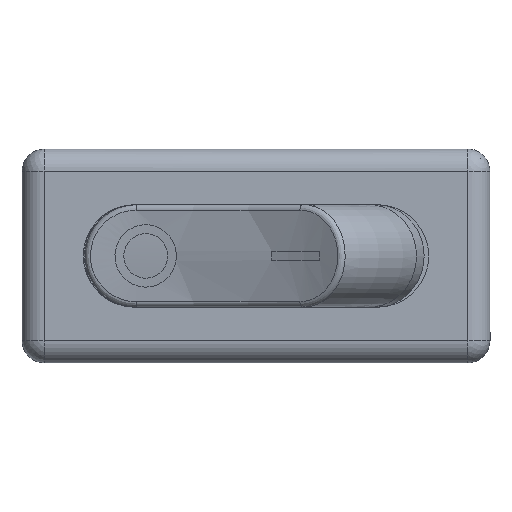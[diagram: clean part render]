
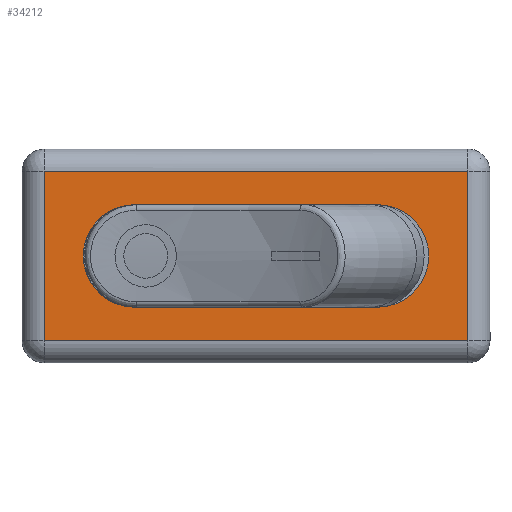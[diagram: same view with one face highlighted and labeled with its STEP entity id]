
A CAD part, top view. The second image highlights one B-rep face of the part: STEP entity #34212.
In plain terms, the highlighted planar face has unit normal (0, 0, 1).
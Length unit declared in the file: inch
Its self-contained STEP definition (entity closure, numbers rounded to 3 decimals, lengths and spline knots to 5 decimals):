
#1920=CARTESIAN_POINT('',(0.16986,-0.09055,0.63189));
#1921=VERTEX_POINT('',#1920);
#1922=CARTESIAN_POINT('',(-0.21041,-0.09055,0.63189));
#1923=VERTEX_POINT('',#1922);
#2187=CARTESIAN_POINT('',(-0.21041,0.09055,0.63189));
#2188=VERTEX_POINT('',#2187);
#2189=CARTESIAN_POINT('',(0.16986,0.09055,0.63189));
#2190=VERTEX_POINT('',#2189);
#3192=CARTESIAN_POINT('',(0.16986,-0.09055,0.63189));
#3193=DIRECTION('',(-1.0,0.0,0.0));
#3194=VECTOR('',#3193,0.38026);
#3195=LINE('',#3192,#3194);
#3196=EDGE_CURVE('',#1921,#1923,#3195,.T.);
#4439=CARTESIAN_POINT('',(-0.21041,0.09055,0.63189));
#4440=DIRECTION('',(1.0,0.0,0.0));
#4441=VECTOR('',#4440,0.38026);
#4442=LINE('',#4439,#4441);
#4443=EDGE_CURVE('',#2188,#2190,#4442,.T.);
#33700=CARTESIAN_POINT('',(-0.21457,0.09055,0.63189));
#33701=VERTEX_POINT('',#33700);
#33708=CARTESIAN_POINT('',(-0.21457,-0.09055,0.63189));
#33709=VERTEX_POINT('',#33708);
#33710=CARTESIAN_POINT('',(-0.21457,0.,0.63189));
#33711=DIRECTION('',(0.0,0.0,-1.0));
#33712=DIRECTION('',(1.0,0.0,0.0));
#33713=AXIS2_PLACEMENT_3D('',#33710,#33711,#33712);
#33714=CIRCLE('',#33713,0.09055);
#33715=EDGE_CURVE('',#33709,#33701,#33714,.T.);
#33740=CARTESIAN_POINT('',(-0.21041,-0.09055,0.63189));
#33741=DIRECTION('',(-1.0,0.0,0.0));
#33742=VECTOR('',#33741,0.00416);
#33743=LINE('',#33740,#33742);
#33744=EDGE_CURVE('',#1923,#33709,#33743,.T.);
#33747=CARTESIAN_POINT('',(0.21457,-0.09055,0.63189));
#33748=VERTEX_POINT('',#33747);
#33749=CARTESIAN_POINT('',(0.21457,-0.09055,0.63189));
#33750=DIRECTION('',(-1.0,0.0,0.0));
#33751=VECTOR('',#33750,0.04471);
#33752=LINE('',#33749,#33751);
#33753=EDGE_CURVE('',#33748,#1921,#33752,.T.);
#33783=CARTESIAN_POINT('',(0.21457,0.09055,0.63189));
#33784=VERTEX_POINT('',#33783);
#33785=CARTESIAN_POINT('',(0.21457,0.,0.63189));
#33786=DIRECTION('',(0.0,0.0,-1.0));
#33787=DIRECTION('',(-1.0,0.0,0.0));
#33788=AXIS2_PLACEMENT_3D('',#33785,#33786,#33787);
#33789=CIRCLE('',#33788,0.09055);
#33790=EDGE_CURVE('',#33784,#33748,#33789,.T.);
#33813=CARTESIAN_POINT('',(0.16986,0.09055,0.63189));
#33814=DIRECTION('',(1.0,0.0,0.0));
#33815=VECTOR('',#33814,0.04471);
#33816=LINE('',#33813,#33815);
#33817=EDGE_CURVE('',#2190,#33784,#33816,.T.);
#33820=CARTESIAN_POINT('',(-0.21457,0.09055,0.63189));
#33821=DIRECTION('',(1.0,0.0,0.0));
#33822=VECTOR('',#33821,0.00416);
#33823=LINE('',#33820,#33822);
#33824=EDGE_CURVE('',#33701,#2188,#33823,.T.);
#33865=CARTESIAN_POINT('',(-0.37402,0.14961,0.63189));
#33866=VERTEX_POINT('',#33865);
#33874=CARTESIAN_POINT('',(0.37402,0.14961,0.63189));
#33875=VERTEX_POINT('',#33874);
#33876=CARTESIAN_POINT('',(-0.37402,0.14961,0.63189));
#33877=DIRECTION('',(1.0,0.0,0.0));
#33878=VECTOR('',#33877,0.74803);
#33879=LINE('',#33876,#33878);
#33880=EDGE_CURVE('',#33866,#33875,#33879,.T.);
#33914=CARTESIAN_POINT('',(0.37402,-0.14961,0.63189));
#33915=VERTEX_POINT('',#33914);
#33916=CARTESIAN_POINT('',(0.37402,0.14961,0.63189));
#33917=DIRECTION('',(0.0,-1.0,0.0));
#33918=VECTOR('',#33917,0.29921);
#33919=LINE('',#33916,#33918);
#33920=EDGE_CURVE('',#33875,#33915,#33919,.T.);
#33954=CARTESIAN_POINT('',(-0.37402,-0.14961,0.63189));
#33955=VERTEX_POINT('',#33954);
#33956=CARTESIAN_POINT('',(0.37402,-0.14961,0.63189));
#33957=DIRECTION('',(-1.0,0.0,0.0));
#33958=VECTOR('',#33957,0.74803);
#33959=LINE('',#33956,#33958);
#33960=EDGE_CURVE('',#33915,#33955,#33959,.T.);
#34011=CARTESIAN_POINT('',(-0.37402,-0.14961,0.63189));
#34012=DIRECTION('',(0.0,1.0,0.0));
#34013=VECTOR('',#34012,0.29921);
#34014=LINE('',#34011,#34013);
#34015=EDGE_CURVE('',#33955,#33866,#34014,.T.);
#34191=CARTESIAN_POINT('',(-0.41142,-0.16457,0.63189));
#34192=DIRECTION('',(0.0,0.0,1.0));
#34193=DIRECTION('',(1.0,0.0,0.0));
#34194=AXIS2_PLACEMENT_3D('',#34191,#34192,#34193);
#34195=PLANE('',#34194);
#34196=ORIENTED_EDGE('',*,*,#33880,.F.);
#34197=ORIENTED_EDGE('',*,*,#34015,.F.);
#34198=ORIENTED_EDGE('',*,*,#33960,.F.);
#34199=ORIENTED_EDGE('',*,*,#33920,.F.);
#34200=EDGE_LOOP('',(#34196,#34197,#34198,#34199));
#34201=FACE_OUTER_BOUND('',#34200,.T.);
#34202=ORIENTED_EDGE('',*,*,#33715,.T.);
#34203=ORIENTED_EDGE('',*,*,#33824,.T.);
#34204=ORIENTED_EDGE('',*,*,#4443,.T.);
#34205=ORIENTED_EDGE('',*,*,#33817,.T.);
#34206=ORIENTED_EDGE('',*,*,#33790,.T.);
#34207=ORIENTED_EDGE('',*,*,#33753,.T.);
#34208=ORIENTED_EDGE('',*,*,#3196,.T.);
#34209=ORIENTED_EDGE('',*,*,#33744,.T.);
#34210=EDGE_LOOP('',(#34202,#34203,#34204,#34205,#34206,#34207,#34208,#34209));
#34211=FACE_BOUND('',#34210,.T.);
#34212=ADVANCED_FACE('',(#34201,#34211),#34195,.T.);
